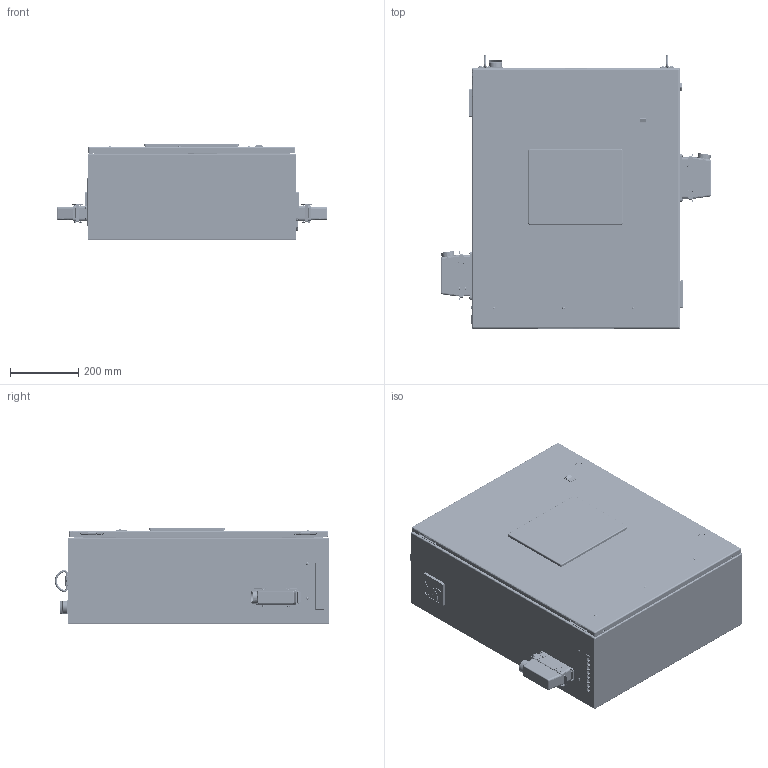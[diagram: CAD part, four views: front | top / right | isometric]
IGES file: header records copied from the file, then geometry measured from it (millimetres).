
Start section: SolidWorks IGES file using analytic representation for surfaces
Global section: file name: A9400029.IGS; native system: SolidWorks 2010; preprocessor: SolidWorks 2010; author: lhoward; date: 121024.151705; units: millimetre
Bounding box: 788.48 x 800.65 x 283.18 mm (x, y, z)
Surface area: 3935067.8 mm2 (no closed solid volume)
Topology: 0 solids, 0 shells, 4142 faces, 46510 edges, 46370 vertices
Faces by surface type: bspline 2420, revolution 1722
